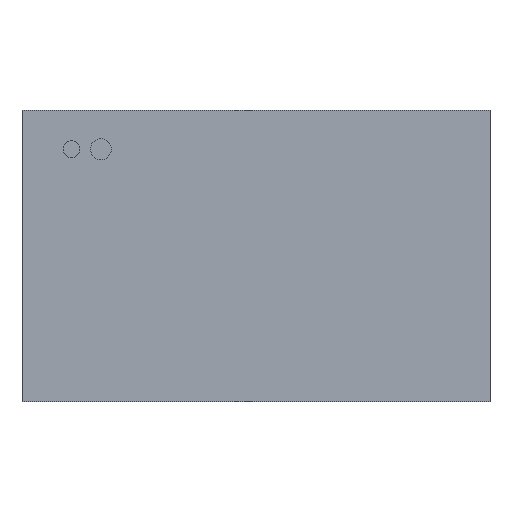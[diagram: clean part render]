
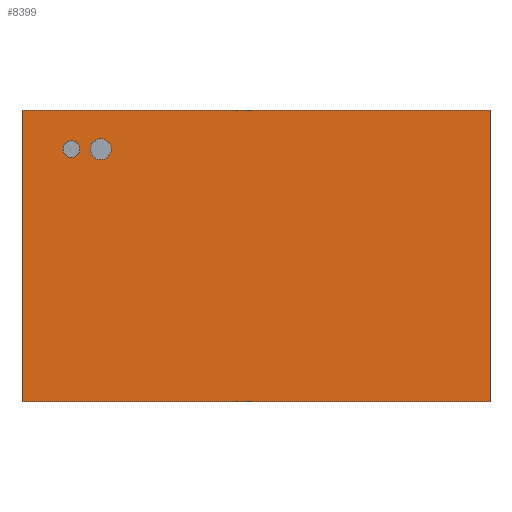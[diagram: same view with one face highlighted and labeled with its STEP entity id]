
A CAD part, front view. The second image highlights one B-rep face of the part: STEP entity #8399.
In plain terms, the highlighted planar face has unit normal (0, -1, 0).
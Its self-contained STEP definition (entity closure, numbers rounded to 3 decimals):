
#104=FACE_BOUND('',#1061,.T.);
#105=FACE_BOUND('',#1062,.T.);
#127=PLANE('',#8974);
#555=FACE_OUTER_BOUND('',#1060,.T.);
#1060=EDGE_LOOP('',(#5925,#5926,#5927,#5928));
#1061=EDGE_LOOP('',(#5929));
#1062=EDGE_LOOP('',(#5930));
#1580=LINE('',#12053,#2642);
#1582=LINE('',#12057,#2644);
#1584=LINE('',#12061,#2646);
#1586=LINE('',#12064,#2648);
#2642=VECTOR('',#9667,10.);
#2644=VECTOR('',#9671,10.);
#2646=VECTOR('',#9675,10.);
#2648=VECTOR('',#9679,10.);
#3686=CIRCLE('',#8958,20.);
#3688=CIRCLE('',#8962,25.);
#3842=VERTEX_POINT('',#12004);
#3844=VERTEX_POINT('',#12011);
#3857=VERTEX_POINT('',#12050);
#3858=VERTEX_POINT('',#12052);
#3859=VERTEX_POINT('',#12056);
#3860=VERTEX_POINT('',#12060);
#4655=EDGE_CURVE('',#3842,#3842,#3686,.T.);
#4658=EDGE_CURVE('',#3844,#3844,#3688,.T.);
#4676=EDGE_CURVE('',#3858,#3857,#1580,.T.);
#4678=EDGE_CURVE('',#3859,#3858,#1582,.T.);
#4680=EDGE_CURVE('',#3860,#3859,#1584,.T.);
#4682=EDGE_CURVE('',#3857,#3860,#1586,.T.);
#5925=ORIENTED_EDGE('',*,*,#4682,.T.);
#5926=ORIENTED_EDGE('',*,*,#4680,.T.);
#5927=ORIENTED_EDGE('',*,*,#4678,.T.);
#5928=ORIENTED_EDGE('',*,*,#4676,.T.);
#5929=ORIENTED_EDGE('',*,*,#4655,.T.);
#5930=ORIENTED_EDGE('',*,*,#4658,.T.);
#8399=ADVANCED_FACE('',(#555,#104,#105),#127,.T.);
#8958=AXIS2_PLACEMENT_3D('',#12006,#9623,#9624);
#8962=AXIS2_PLACEMENT_3D('',#12013,#9632,#9633);
#8974=AXIS2_PLACEMENT_3D('',#12065,#9680,#9681);
#9623=DIRECTION('center_axis',(0.,1.,0.));
#9624=DIRECTION('ref_axis',(1.,0.,0.));
#9632=DIRECTION('center_axis',(0.,1.,0.));
#9633=DIRECTION('ref_axis',(1.,0.,0.));
#9667=DIRECTION('',(-1.,0.,0.));
#9671=DIRECTION('',(0.,0.,1.));
#9675=DIRECTION('',(1.,0.,0.));
#9679=DIRECTION('',(0.,0.,-1.));
#9680=DIRECTION('center_axis',(0.,-1.,0.));
#9681=DIRECTION('ref_axis',(0.,0.,-1.));
#12004=CARTESIAN_POINT('',(-459.5,-370.,254.5));
#12006=CARTESIAN_POINT('Origin',(-439.5,-370.,254.5));
#12011=CARTESIAN_POINT('',(-394.5,-370.,254.5));
#12013=CARTESIAN_POINT('Origin',(-369.5,-370.,254.5));
#12050=CARTESIAN_POINT('',(-557.5,-370.,347.5));
#12052=CARTESIAN_POINT('',(557.5,-370.,347.5));
#12053=CARTESIAN_POINT('',(-557.5,-370.,347.5));
#12056=CARTESIAN_POINT('',(557.5,-370.,-347.5));
#12057=CARTESIAN_POINT('',(557.5,-370.,347.5));
#12060=CARTESIAN_POINT('',(-557.5,-370.,-347.5));
#12061=CARTESIAN_POINT('',(557.5,-370.,-347.5));
#12064=CARTESIAN_POINT('',(-557.5,-370.,-347.5));
#12065=CARTESIAN_POINT('Origin',(0.,-370.,0.));
